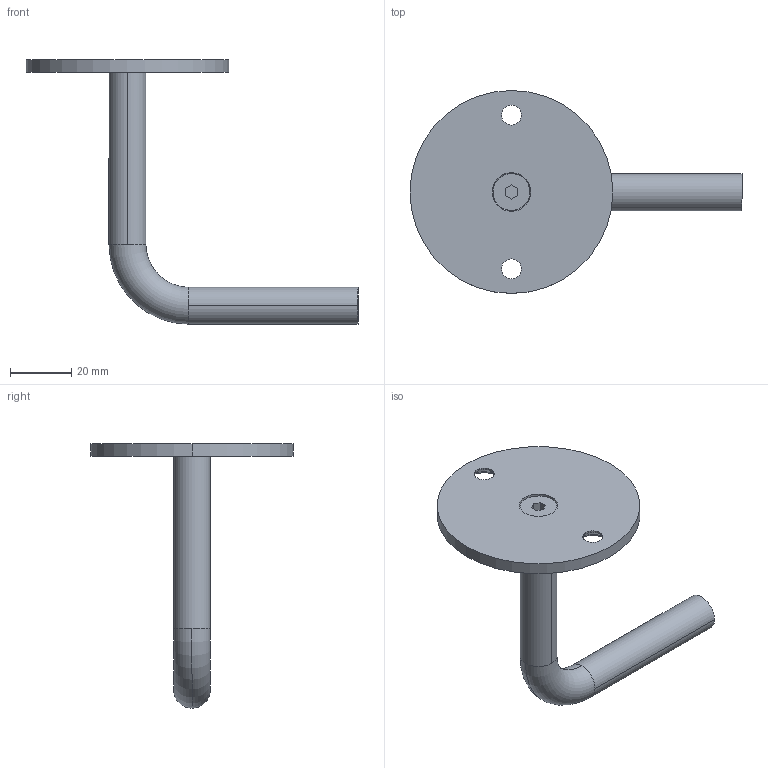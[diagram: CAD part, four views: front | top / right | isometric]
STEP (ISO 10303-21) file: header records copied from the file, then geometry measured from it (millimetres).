
FILE_DESCRIPTION (( 'STEP AP203' ), '1' );
FILE_NAME ('A_0114-270-M6.STEP', '2022-12-09T10:35:38', ( '' ), ( '' ), 'SwSTEP 2.0', 'SolidWorks 2019', '' );
FILE_SCHEMA (( 'CONFIG_CONTROL_DESIGN' ));
Length unit declared in the file: millimetre
Products named in the file (4): Skrutka DIN 7991_Skrutka M 6x 16; A_0114-270-M6; A_0114-270-M6.P2; A_0114-270-M6.P1
Assembly tree (3 placements, depth 2):
  A_0114-270-M6
    A_0114-270-M6.P1
    A_0114-270-M6.P2
    Skrutka DIN 7991_Skrutka M 6x 16
Bounding box: 108 x 66 x 86 mm (x, y, z)
Volume: 28521.7 mm3; surface area: 14336.2 mm2
Topology: 3 solids, 3 shells, 59 faces, 130 edges, 76 vertices
Faces by surface type: cylinder 26, cone 18, plane 13, torus 2
Entity records: 2018 total; most frequent: DIRECTION 320, CARTESIAN_POINT 267, ORIENTED_EDGE 252, AXIS2_PLACEMENT_3D 129, EDGE_CURVE 126, VERTEX_POINT 76, EDGE_LOOP 68, CIRCLE 64
